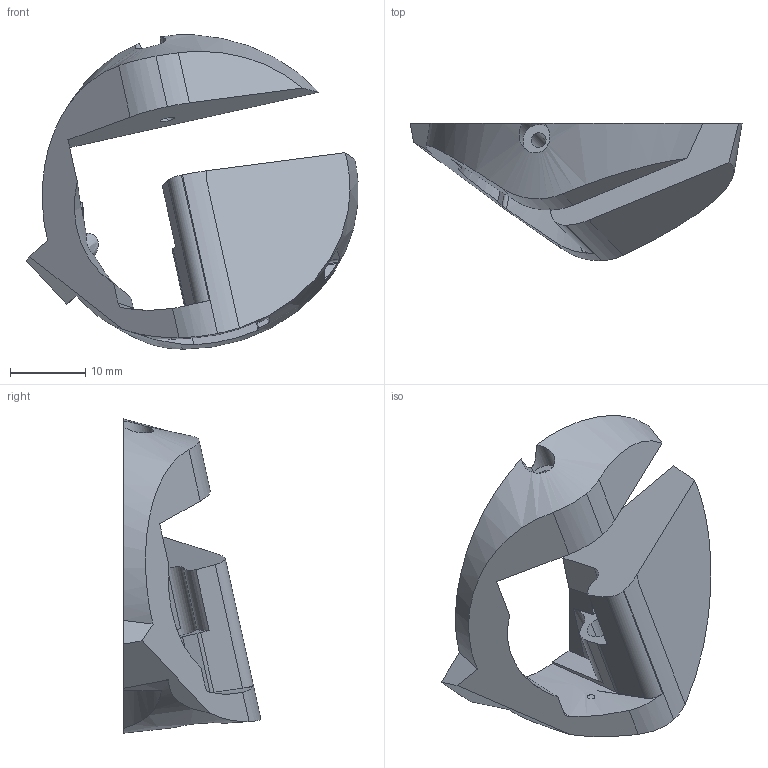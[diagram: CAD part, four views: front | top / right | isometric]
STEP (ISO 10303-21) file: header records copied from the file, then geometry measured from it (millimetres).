
FILE_DESCRIPTION (( 'STEP AP214' ), '1' );
FILE_NAME ('MC - P Main R - Add B.STEP', '2018-04-16T02:39:50', ( '' ), ( '' ), 'SwSTEP 2.0', 'SolidWorks 2016', '' );
FILE_SCHEMA (( 'AUTOMOTIVE_DESIGN' ));
Length unit declared in the file: millimetre
Products named in the file (1): MC - P Main R - Add B
Bounding box: 44.12 x 18.2 x 41.78 mm (x, y, z)
Volume: 7476.2 mm3; surface area: 4374.3 mm2
Topology: 1 solids, 1 shells, 76 faces, 223 edges, 147 vertices
Faces by surface type: plane 37, cylinder 27, bspline 12
Entity records: 4465 total; most frequent: CARTESIAN_POINT 2612, ORIENTED_EDGE 446, DIRECTION 286, EDGE_CURVE 223, VERTEX_POINT 147, VECTOR 100, LINE 100, AXIS2_PLACEMENT_3D 93
